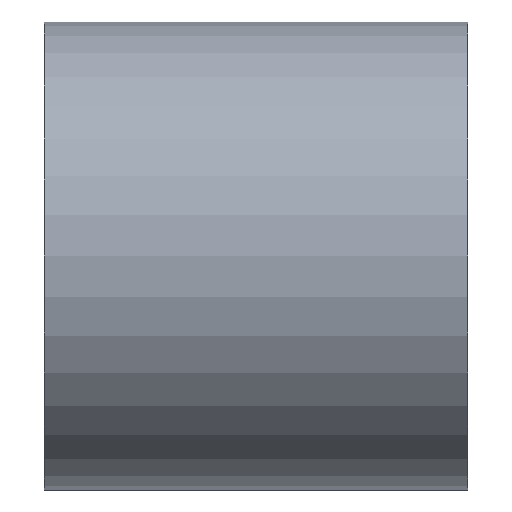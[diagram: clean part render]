
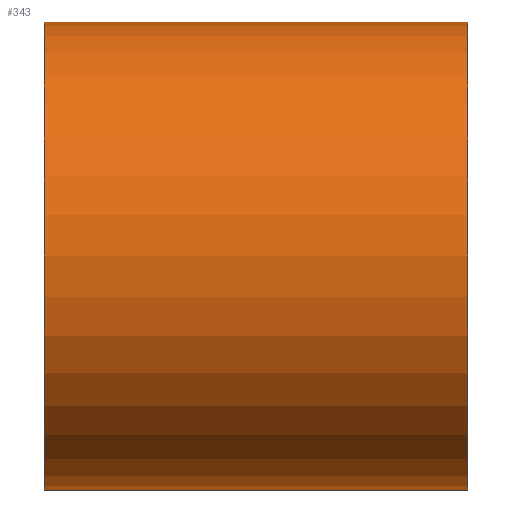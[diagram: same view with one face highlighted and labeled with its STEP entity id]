
A CAD part, left-side view. The second image highlights one B-rep face of the part: STEP entity #343.
In plain terms, the highlighted cylindrical face has radius 2 mm (diameter 4 mm), a partial arc.
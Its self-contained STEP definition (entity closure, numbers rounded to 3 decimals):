
#5 = DIRECTION ( 'NONE',  ( 0., 0., -1. ) ) ;
#24 = VECTOR ( 'NONE', #259, 1000. ) ;
#33 = DIRECTION ( 'NONE',  ( 0., -1., 0. ) ) ;
#37 = EDGE_LOOP ( 'NONE', ( #124, #152, #318, #80 ) ) ;
#39 = VERTEX_POINT ( 'NONE', #237 ) ;
#42 = LINE ( 'NONE', #107, #74 ) ;
#44 = AXIS2_PLACEMENT_3D ( 'NONE', #270, #33, #5 ) ;
#45 = CARTESIAN_POINT ( 'NONE',  ( -10., 0., 7.5 ) ) ;
#60 = VERTEX_POINT ( 'NONE', #353 ) ;
#64 = DIRECTION ( 'NONE',  ( 0., 1., 0. ) ) ;
#74 = VECTOR ( 'NONE', #131, 1000. ) ;
#76 = FACE_OUTER_BOUND ( 'NONE', #37, .T. ) ;
#80 = ORIENTED_EDGE ( 'NONE', *, *, #153, .T. ) ;
#107 = CARTESIAN_POINT ( 'NONE',  ( -10., 3.62, 9.5 ) ) ;
#111 = CARTESIAN_POINT ( 'NONE',  ( -10., 3.62, 7.5 ) ) ;
#124 = ORIENTED_EDGE ( 'NONE', *, *, #314, .F. ) ;
#131 = DIRECTION ( 'NONE',  ( 0., -1., 0. ) ) ;
#148 = CARTESIAN_POINT ( 'NONE',  ( -10., 3.62, 5.5 ) ) ;
#152 = ORIENTED_EDGE ( 'NONE', *, *, #185, .F. ) ;
#153 = EDGE_CURVE ( 'NONE', #285, #307, #175, .T. ) ;
#158 = CYLINDRICAL_SURFACE ( 'NONE', #44, 2. ) ;
#160 = DIRECTION ( 'NONE',  ( 0., 0., 1. ) ) ;
#161 = EDGE_CURVE ( 'NONE', #39, #285, #317, .T. ) ;
#162 = CIRCLE ( 'NONE', #231, 2. ) ;
#175 = CIRCLE ( 'NONE', #193, 2. ) ;
#185 = EDGE_CURVE ( 'NONE', #39, #60, #162, .T. ) ;
#193 = AXIS2_PLACEMENT_3D ( 'NONE', #45, #64, #242 ) ;
#212 = DIRECTION ( 'NONE',  ( 0., 1., 0. ) ) ;
#231 = AXIS2_PLACEMENT_3D ( 'NONE', #111, #212, #160 ) ;
#237 = CARTESIAN_POINT ( 'NONE',  ( -10., 3.62, 5.5 ) ) ;
#242 = DIRECTION ( 'NONE',  ( 0., 0., 1. ) ) ;
#259 = DIRECTION ( 'NONE',  ( 0., -1., 0. ) ) ;
#270 = CARTESIAN_POINT ( 'NONE',  ( -10., 3.62, 7.5 ) ) ;
#274 = CARTESIAN_POINT ( 'NONE',  ( -10., 0., 5.5 ) ) ;
#285 = VERTEX_POINT ( 'NONE', #274 ) ;
#307 = VERTEX_POINT ( 'NONE', #327 ) ;
#314 = EDGE_CURVE ( 'NONE', #60, #307, #42, .T. ) ;
#317 = LINE ( 'NONE', #148, #24 ) ;
#318 = ORIENTED_EDGE ( 'NONE', *, *, #161, .T. ) ;
#327 = CARTESIAN_POINT ( 'NONE',  ( -10., 0., 9.5 ) ) ;
#343 = ADVANCED_FACE ( 'NONE', ( #76 ), #158, .T. ) ;
#353 = CARTESIAN_POINT ( 'NONE',  ( -10., 3.62, 9.5 ) ) ;
